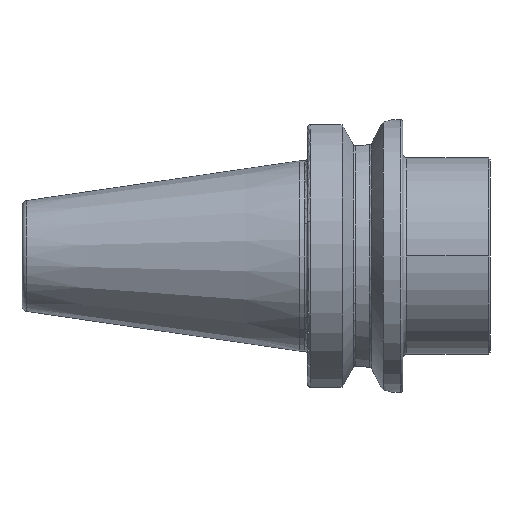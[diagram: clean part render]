
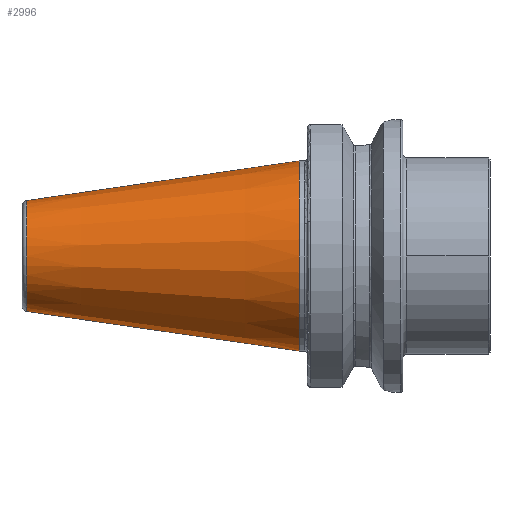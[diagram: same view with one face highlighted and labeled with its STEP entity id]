
A CAD part, front view. The second image highlights one B-rep face of the part: STEP entity #2996.
In plain terms, the highlighted conical face has half-angle 8.297 degrees and reference radius 34.925 mm.
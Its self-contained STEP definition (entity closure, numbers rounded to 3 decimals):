
#204 = VECTOR ( 'NONE', #924, 1000. ) ;
#238 = ORIENTED_EDGE ( 'NONE', *, *, #1584, .T. ) ;
#300 = DIRECTION ( 'NONE',  ( 1., 0., 0. ) ) ;
#333 = ORIENTED_EDGE ( 'NONE', *, *, #3143, .F. ) ;
#381 = CARTESIAN_POINT ( 'NONE',  ( 0., 0., -34.925 ) ) ;
#517 = CARTESIAN_POINT ( 'NONE',  ( 0., 0., 0. ) ) ;
#696 = CARTESIAN_POINT ( 'NONE',  ( -100.089, 0., 0. ) ) ;
#699 = DIRECTION ( 'NONE',  ( -1., 0., 0. ) ) ;
#703 = DIRECTION ( 'NONE',  ( 0., 0., 1. ) ) ;
#708 = CARTESIAN_POINT ( 'NONE',  ( 0., 0., -34.925 ) ) ;
#726 = FACE_OUTER_BOUND ( 'NONE', #3138, .T. ) ;
#801 = DIRECTION ( 'NONE',  ( 0., 0., -1. ) ) ;
#822 = CARTESIAN_POINT ( 'NONE',  ( 0., 0., 34.925 ) ) ;
#865 = CARTESIAN_POINT ( 'NONE',  ( -100.089, 0., 20.329 ) ) ;
#883 = LINE ( 'NONE', #708, #204 ) ;
#924 = DIRECTION ( 'NONE',  ( 0.99, 0., -0.144 ) ) ;
#1187 = VERTEX_POINT ( 'NONE', #381 ) ;
#1249 = CIRCLE ( 'NONE', #2489, 34.925 ) ;
#1279 = CONICAL_SURFACE ( 'NONE', #2770, 34.925, 0.145 ) ;
#1308 = AXIS2_PLACEMENT_3D ( 'NONE', #696, #699, #703 ) ;
#1584 = EDGE_CURVE ( 'NONE', #1187, #2340, #1249, .T. ) ;
#1648 = VERTEX_POINT ( 'NONE', #2211 ) ;
#1650 = LINE ( 'NONE', #822, #3031 ) ;
#1858 = EDGE_CURVE ( 'NONE', #1648, #2888, #2279, .T. ) ;
#1868 = EDGE_CURVE ( 'NONE', #1648, #1187, #883, .T. ) ;
#1982 = ORIENTED_EDGE ( 'NONE', *, *, #1858, .F. ) ;
#2211 = CARTESIAN_POINT ( 'NONE',  ( -100.089, 0., -20.329 ) ) ;
#2279 = CIRCLE ( 'NONE', #1308, 20.329 ) ;
#2297 = DIRECTION ( 'NONE',  ( 0., 0., 1. ) ) ;
#2326 = CARTESIAN_POINT ( 'NONE',  ( 0., 0., 34.925 ) ) ;
#2332 = DIRECTION ( 'NONE',  ( -1., 0., 0. ) ) ;
#2340 = VERTEX_POINT ( 'NONE', #2326 ) ;
#2388 = CARTESIAN_POINT ( 'NONE',  ( 0., 0., 0. ) ) ;
#2489 = AXIS2_PLACEMENT_3D ( 'NONE', #2388, #2332, #2297 ) ;
#2641 = DIRECTION ( 'NONE',  ( 0.99, 0., 0.144 ) ) ;
#2770 = AXIS2_PLACEMENT_3D ( 'NONE', #517, #300, #801 ) ;
#2888 = VERTEX_POINT ( 'NONE', #865 ) ;
#2996 = ADVANCED_FACE ( 'NONE', ( #726 ), #1279, .T. ) ;
#3031 = VECTOR ( 'NONE', #2641, 1000. ) ;
#3040 = ORIENTED_EDGE ( 'NONE', *, *, #1868, .T. ) ;
#3138 = EDGE_LOOP ( 'NONE', ( #333, #1982, #3040, #238 ) ) ;
#3143 = EDGE_CURVE ( 'NONE', #2888, #2340, #1650, .T. ) ;
